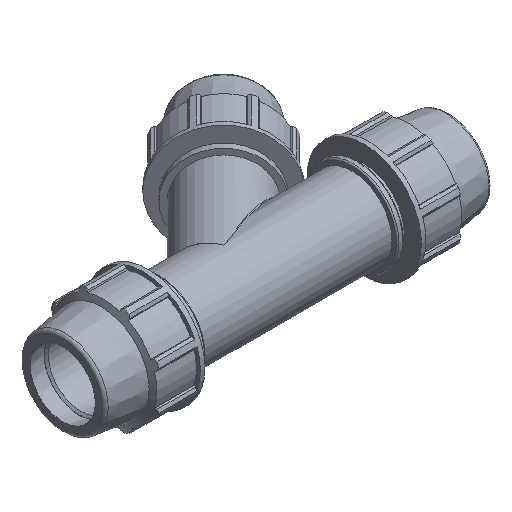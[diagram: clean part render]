
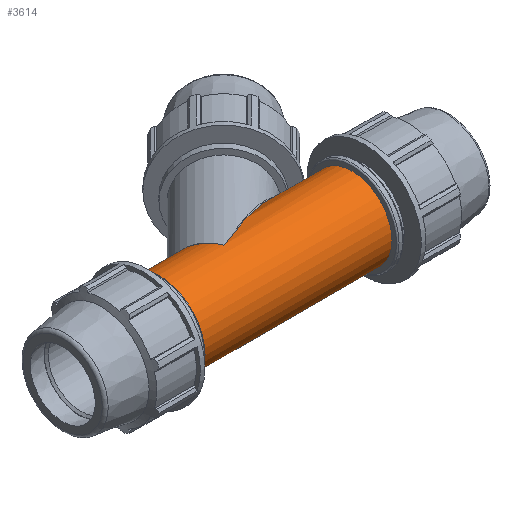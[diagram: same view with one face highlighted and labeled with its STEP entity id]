
A CAD part, isometric view. The second image highlights one B-rep face of the part: STEP entity #3614.
In plain terms, the highlighted cylindrical face has radius 46.2 mm (diameter 92.4 mm), a full revolution.
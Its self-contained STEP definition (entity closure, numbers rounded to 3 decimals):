
#33=ELLIPSE('',#3894,124.08,46.2);
#35=ELLIPSE('',#3896,50.248,46.2);
#49=FACE_BOUND('',#506,.T.);
#50=FACE_BOUND('',#507,.T.);
#113=CYLINDRICAL_SURFACE('',#3905,46.2);
#299=FACE_OUTER_BOUND('',#505,.T.);
#505=EDGE_LOOP('',(#2734));
#506=EDGE_LOOP('',(#2735,#2736));
#507=EDGE_LOOP('',(#2737));
#725=CIRCLE('',#3906,46.2);
#726=CIRCLE('',#3907,46.2);
#1620=VERTEX_POINT('',#5934);
#1621=VERTEX_POINT('',#5935);
#1626=VERTEX_POINT('',#5992);
#1627=VERTEX_POINT('',#5994);
#2058=EDGE_CURVE('',#1620,#1621,#33,.T.);
#2060=EDGE_CURVE('',#1621,#1620,#35,.T.);
#2066=EDGE_CURVE('',#1626,#1626,#725,.T.);
#2067=EDGE_CURVE('',#1627,#1627,#726,.T.);
#2734=ORIENTED_EDGE('',*,*,#2066,.F.);
#2735=ORIENTED_EDGE('',*,*,#2060,.F.);
#2736=ORIENTED_EDGE('',*,*,#2058,.F.);
#2737=ORIENTED_EDGE('',*,*,#2067,.T.);
#3614=ADVANCED_FACE('',(#299,#49,#50),#113,.T.);
#3894=AXIS2_PLACEMENT_3D('',#5936,#4679,#4680);
#3896=AXIS2_PLACEMENT_3D('',#5978,#4683,#4684);
#3905=AXIS2_PLACEMENT_3D('',#5991,#4701,#4702);
#3906=AXIS2_PLACEMENT_3D('',#5993,#4703,#4704);
#3907=AXIS2_PLACEMENT_3D('',#5995,#4705,#4706);
#4679=DIRECTION('center_axis',(-0.372,0.928,0.));
#4680=DIRECTION('ref_axis',(0.928,0.372,0.));
#4683=DIRECTION('center_axis',(0.919,0.393,0.));
#4684=DIRECTION('ref_axis',(-0.393,0.919,0.));
#4701=DIRECTION('center_axis',(1.,0.,0.));
#4702=DIRECTION('ref_axis',(0.,1.,0.));
#4703=DIRECTION('center_axis',(1.,0.,0.));
#4704=DIRECTION('ref_axis',(0.,0.,-1.));
#4705=DIRECTION('center_axis',(1.,0.,0.));
#4706=DIRECTION('ref_axis',(0.,0.,-1.));
#5934=CARTESIAN_POINT('',(-37.3,0.,46.2));
#5935=CARTESIAN_POINT('',(-37.3,0.,-46.2));
#5936=CARTESIAN_POINT('Origin',(-37.3,0.,0.));
#5978=CARTESIAN_POINT('Origin',(-37.3,0.,0.));
#5991=CARTESIAN_POINT('Origin',(55.378,0.,
0.));
#5992=CARTESIAN_POINT('',(110.757,46.2,0.));
#5993=CARTESIAN_POINT('Origin',(110.757,0.,
0.));
#5994=CARTESIAN_POINT('',(-110.757,46.2,0.));
#5995=CARTESIAN_POINT('Origin',(-110.757,0.,
0.));
